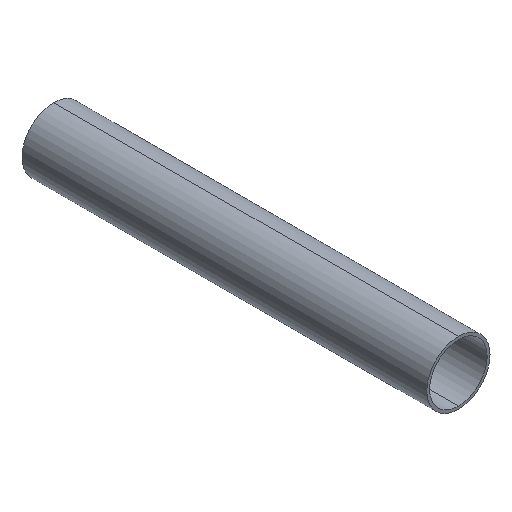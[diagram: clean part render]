
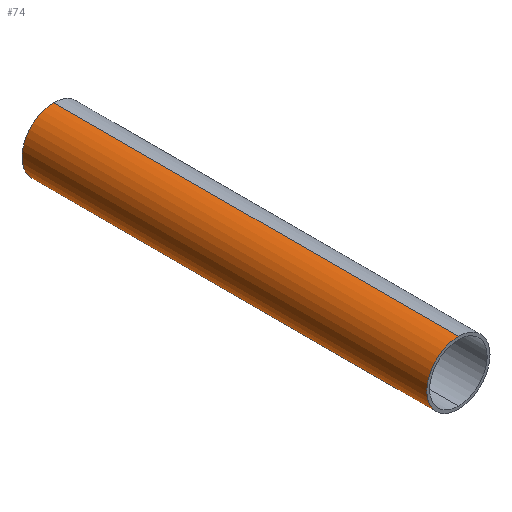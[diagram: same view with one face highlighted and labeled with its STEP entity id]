
A CAD part, isometric view. The second image highlights one B-rep face of the part: STEP entity #74.
In plain terms, the highlighted cylindrical face has radius 7.934 mm (diameter 15.867 mm), a partial arc.
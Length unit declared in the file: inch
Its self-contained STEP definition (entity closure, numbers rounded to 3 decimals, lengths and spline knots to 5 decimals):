
#4 = VERTEX_POINT ( 'NONE', #46 ) ;
#11 = DIRECTION ( 'NONE',  ( 0., 1., 0. ) ) ;
#40 = DIRECTION ( 'NONE',  ( 0., 0., -1. ) ) ;
#42 = CARTESIAN_POINT ( 'NONE',  ( 0., 4., 0. ) ) ;
#44 = DIRECTION ( 'NONE',  ( 0., 0., 1. ) ) ;
#46 = CARTESIAN_POINT ( 'NONE',  ( 0., 4., -0.31235 ) ) ;
#52 = DIRECTION ( 'NONE',  ( 0., 1., 0. ) ) ;
#55 = AXIS2_PLACEMENT_3D ( 'NONE', #199, #163, #40 ) ;
#61 = AXIS2_PLACEMENT_3D ( 'NONE', #121, #52, #44 ) ;
#68 = CARTESIAN_POINT ( 'NONE',  ( 0., 4., 0.31235 ) ) ;
#74 = ADVANCED_FACE ( 'NONE', ( #184 ), #168, .T. ) ;
#99 = EDGE_CURVE ( 'NONE', #4, #173, #158, .T. ) ;
#106 = AXIS2_PLACEMENT_3D ( 'NONE', #42, #11, #159 ) ;
#121 = CARTESIAN_POINT ( 'NONE',  ( 0., 0., 0. ) ) ;
#122 = EDGE_CURVE ( 'NONE', #173, #220, #171, .T. ) ;
#125 = CARTESIAN_POINT ( 'NONE',  ( 0., 0., 0.31235 ) ) ;
#133 = EDGE_CURVE ( 'NONE', #4, #208, #149, .T. ) ;
#138 = EDGE_CURVE ( 'NONE', #208, #220, #148, .T. ) ;
#143 = VECTOR ( 'NONE', #206, 39.37008 ) ;
#148 = LINE ( 'NONE', #68, #143 ) ;
#149 = CIRCLE ( 'NONE', #106, 0.31235 ) ;
#151 = CARTESIAN_POINT ( 'NONE',  ( 0., 4., -0.31235 ) ) ;
#158 = LINE ( 'NONE', #151, #174 ) ;
#159 = DIRECTION ( 'NONE',  ( 0., 0., 1. ) ) ;
#162 = CARTESIAN_POINT ( 'NONE',  ( 0., 4., 0.31235 ) ) ;
#163 = DIRECTION ( 'NONE',  ( 0., -1., 0. ) ) ;
#168 = CYLINDRICAL_SURFACE ( 'NONE', #55, 0.31235 ) ;
#171 = CIRCLE ( 'NONE', #61, 0.31235 ) ;
#173 = VERTEX_POINT ( 'NONE', #186 ) ;
#174 = VECTOR ( 'NONE', #221, 39.37008 ) ;
#184 = FACE_OUTER_BOUND ( 'NONE', #190, .T. ) ;
#186 = CARTESIAN_POINT ( 'NONE',  ( 0., 0., -0.31235 ) ) ;
#190 = EDGE_LOOP ( 'NONE', ( #229, #231, #198, #219 ) ) ;
#198 = ORIENTED_EDGE ( 'NONE', *, *, #99, .T. ) ;
#199 = CARTESIAN_POINT ( 'NONE',  ( 0., 4., 0. ) ) ;
#206 = DIRECTION ( 'NONE',  ( 0., -1., 0. ) ) ;
#208 = VERTEX_POINT ( 'NONE', #162 ) ;
#219 = ORIENTED_EDGE ( 'NONE', *, *, #122, .T. ) ;
#220 = VERTEX_POINT ( 'NONE', #125 ) ;
#221 = DIRECTION ( 'NONE',  ( 0., -1., 0. ) ) ;
#229 = ORIENTED_EDGE ( 'NONE', *, *, #138, .F. ) ;
#231 = ORIENTED_EDGE ( 'NONE', *, *, #133, .F. ) ;
